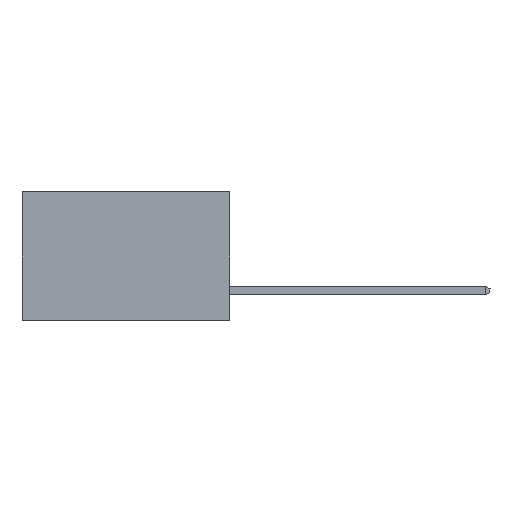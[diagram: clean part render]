
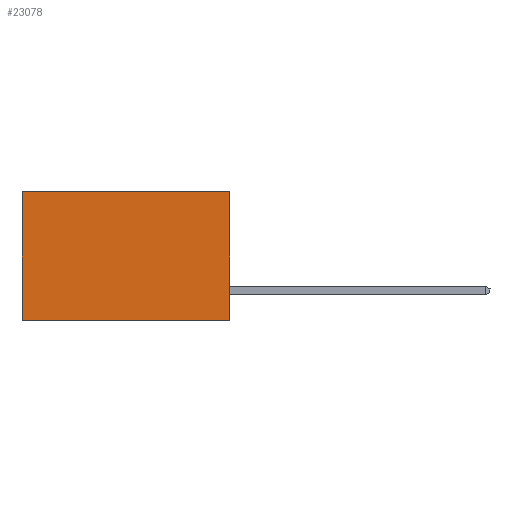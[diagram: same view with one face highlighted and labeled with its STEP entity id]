
A CAD part, left-side view. The second image highlights one B-rep face of the part: STEP entity #23078.
In plain terms, the highlighted planar face has unit normal (-1, 0, 0).
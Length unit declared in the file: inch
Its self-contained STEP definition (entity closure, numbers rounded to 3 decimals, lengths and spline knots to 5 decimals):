
#1006 = CARTESIAN_POINT ( 'NONE',  ( 0.2615, 0., -0.37 ) ) ;
#1771 = CARTESIAN_POINT ( 'NONE',  ( 0.2615, 0.6, 0. ) ) ;
#3272 = VERTEX_POINT ( 'NONE', #1006 ) ;
#4442 = LINE ( 'NONE', #8263, #12423 ) ;
#4506 = DIRECTION ( 'NONE',  ( 0., 1., 0. ) ) ;
#4890 = VECTOR ( 'NONE', #13784, 39.37008 ) ;
#5095 = DIRECTION ( 'NONE',  ( 0., 0., -1. ) ) ;
#5511 = VERTEX_POINT ( 'NONE', #15812 ) ;
#6881 = DIRECTION ( 'NONE',  ( 1., 0., 0. ) ) ;
#8172 = EDGE_CURVE ( 'NONE', #12720, #5511, #4442, .T. ) ;
#8263 = CARTESIAN_POINT ( 'NONE',  ( 0.2615, 0.6, -0.37 ) ) ;
#8570 = PLANE ( 'NONE',  #10313 ) ;
#10313 = AXIS2_PLACEMENT_3D ( 'NONE', #21501, #6881, #5095 ) ;
#10315 = EDGE_CURVE ( 'NONE', #22584, #3272, #18758, .T. ) ;
#11103 = VECTOR ( 'NONE', #4506, 39.37008 ) ;
#11211 = EDGE_CURVE ( 'NONE', #22584, #12720, #11681, .T. ) ;
#11681 = LINE ( 'NONE', #22482, #22319 ) ;
#11761 = CARTESIAN_POINT ( 'NONE',  ( 0.2615, 0., -0.37 ) ) ;
#12423 = VECTOR ( 'NONE', #17172, 39.37008 ) ;
#12720 = VERTEX_POINT ( 'NONE', #1771 ) ;
#13686 = LINE ( 'NONE', #16989, #11103 ) ;
#13784 = DIRECTION ( 'NONE',  ( 0., 0., -1. ) ) ;
#15365 = EDGE_CURVE ( 'NONE', #3272, #5511, #13686, .T. ) ;
#15812 = CARTESIAN_POINT ( 'NONE',  ( 0.2615, 0.6, -0.37 ) ) ;
#16831 = EDGE_LOOP ( 'NONE', ( #16882, #19136, #18615, #21525 ) ) ;
#16882 = ORIENTED_EDGE ( 'NONE', *, *, #8172, .T. ) ;
#16989 = CARTESIAN_POINT ( 'NONE',  ( 0.2615, 0., -0.37 ) ) ;
#17172 = DIRECTION ( 'NONE',  ( 0., 0., -1. ) ) ;
#18615 = ORIENTED_EDGE ( 'NONE', *, *, #10315, .F. ) ;
#18758 = LINE ( 'NONE', #11761, #4890 ) ;
#18817 = CARTESIAN_POINT ( 'NONE',  ( 0.2615, 0., 0. ) ) ;
#19136 = ORIENTED_EDGE ( 'NONE', *, *, #15365, .F. ) ;
#20703 = DIRECTION ( 'NONE',  ( 0., 1., 0. ) ) ;
#21387 = FACE_OUTER_BOUND ( 'NONE', #16831, .T. ) ;
#21501 = CARTESIAN_POINT ( 'NONE',  ( 0.2615, 0., -0.37 ) ) ;
#21525 = ORIENTED_EDGE ( 'NONE', *, *, #11211, .T. ) ;
#22319 = VECTOR ( 'NONE', #20703, 39.37008 ) ;
#22482 = CARTESIAN_POINT ( 'NONE',  ( 0.2615, 0., 0. ) ) ;
#22584 = VERTEX_POINT ( 'NONE', #18817 ) ;
#23078 = ADVANCED_FACE ( 'NONE', ( #21387 ), #8570, .F. ) ;
